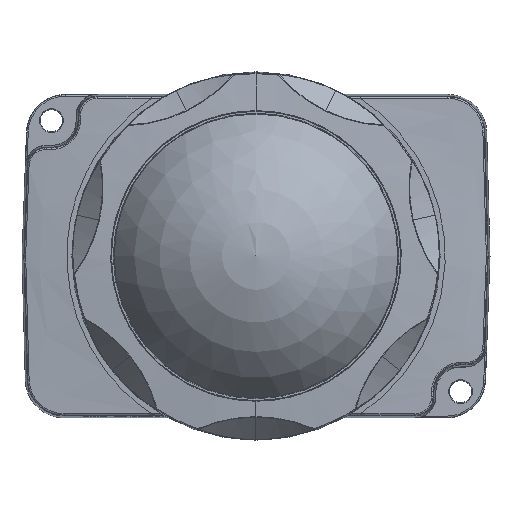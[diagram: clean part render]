
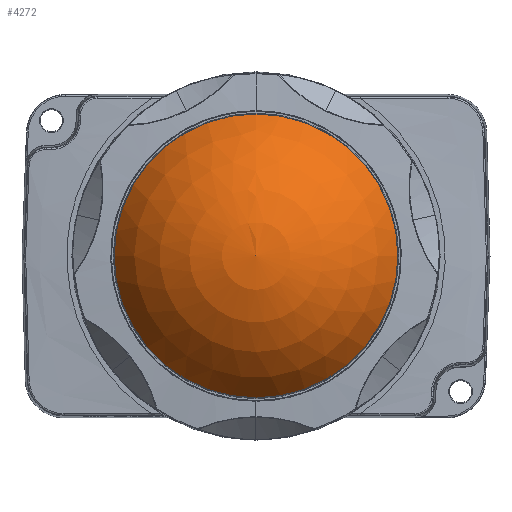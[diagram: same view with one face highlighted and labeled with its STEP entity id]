
A CAD part, top view. The second image highlights one B-rep face of the part: STEP entity #4272.
In plain terms, the highlighted spherical face has radius 32 mm.
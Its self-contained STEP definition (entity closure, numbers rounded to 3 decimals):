
#3012=SPHERICAL_SURFACE('',#11002,32.);
#3492=FACE_OUTER_BOUND('',#6080,.T.);
#3863=CIRCLE('',#11001,27.743);
#4272=ADVANCED_FACE('',(#3492),#3012,.T.);
#6080=EDGE_LOOP('',(#7179));
#7179=ORIENTED_EDGE('',*,*,#9756,.T.);
#8928=VERTEX_POINT('',#18016);
#9756=EDGE_CURVE('',#8928,#8928,#3863,.T.);
#11001=AXIS2_PLACEMENT_3D('',#18015,#12003,#12004);
#11002=AXIS2_PLACEMENT_3D('',#18017,#12005,#12006);
#12003=DIRECTION('',(0.,0.,1.));
#12004=DIRECTION('',(0.,-1.,0.));
#12005=DIRECTION('',(0.,0.,1.));
#12006=DIRECTION('',(0.,1.,0.));
#18015=CARTESIAN_POINT('',(60.,40.,13.088));
#18016=CARTESIAN_POINT('',(60.,12.257,13.088));
#18017=CARTESIAN_POINT('',(60.,40.,-2.859));
